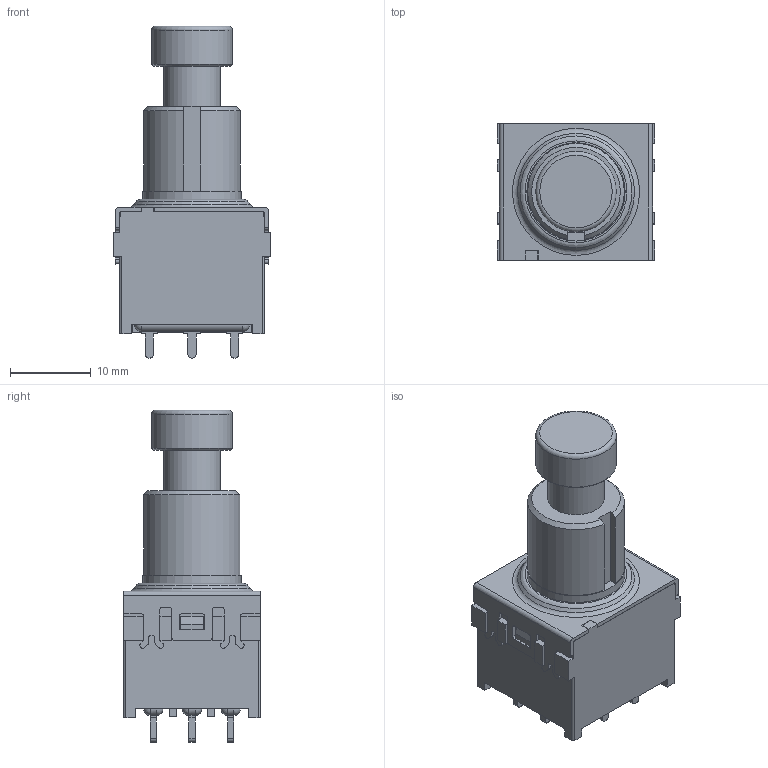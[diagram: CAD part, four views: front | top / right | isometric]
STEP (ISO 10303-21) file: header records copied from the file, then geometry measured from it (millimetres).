
FILE_DESCRIPTION((''),'2;1');
FILE_NAME('FS57003PLT2B2M2QE.stp','2017-10-18T08:08:43',('mwilliams'),(''),'Autodesk Inventor 2012','Autodesk Inventor 2012','');
FILE_SCHEMA(('AUTOMOTIVE_DESIGN { 1 0 10303 214 1 1 1 1 }'));
Length unit declared in the file: millimetre
Products named in the file (7): T790002; FS5700 3P Housing; FS5700 3P Top Plate; FS5700 3P M2 Terminal; FS5700 3P Bushing; FS5700 3P Actuator; FS5700 3P T2 Button
Assembly tree (6 placements, depth 2):
  T790002
    FS5700 3P Housing
    FS5700 3P Top Plate
    FS5700 3P M2 Terminal
    FS5700 3P Bushing
    FS5700 3P Actuator
    FS5700 3P T2 Button
Bounding box: 19.6 x 17 x 41.2 mm (x, y, z)
Volume: 3126.8 mm3; surface area: 5727.6 mm2
Topology: 8 solids, 8 shells, 428 faces, 1136 edges, 738 vertices
Faces by surface type: plane 276, cylinder 128, sphere 12, cone 7, torus 5
Full cylindrical faces by diameter (mm): 7 x3, 9 x2, 10 x1, 11 x1, 11.6 x1, 12.2 x1
Entity records: 13311 total; most frequent: CARTESIAN_POINT 2284, DIRECTION 2256, ORIENTED_EDGE 2214, EDGE_CURVE 1107, VECTOR 836, LINE 836, VERTEX_POINT 732, AXIS2_PLACEMENT_3D 710
